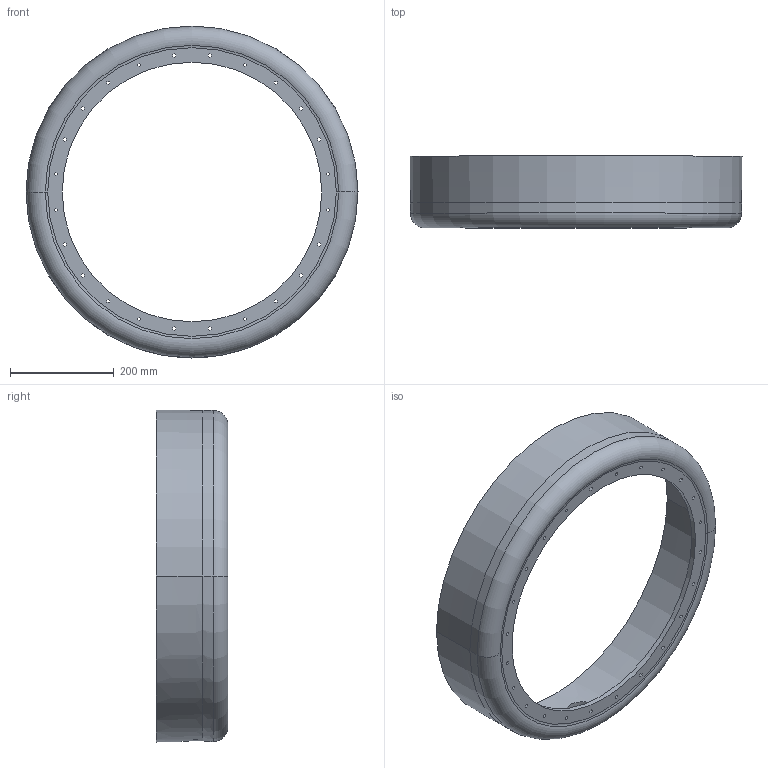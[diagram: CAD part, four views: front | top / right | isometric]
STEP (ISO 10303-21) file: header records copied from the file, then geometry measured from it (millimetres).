
FILE_DESCRIPTION (( 'STEP AP214' ), '1' );
FILE_NAME ('WELDRING20FL_252679.STEP', '2012-08-23T12:03:04', ( 'Admin2' ), ( '' ), 'SwSTEP 2.0', 'SolidWorks 2010', '' );
FILE_SCHEMA (( 'AUTOMOTIVE_DESIGN' ));
Length unit declared in the file: millimetre
Products named in the file (1): WELDRING20FL_252679
Bounding box: 639.62 x 137.98 x 639.62 mm (x, y, z)
Volume: 3322654.3 mm3; surface area: 757279.3 mm2
Topology: 1 solids, 1 shells, 73 faces, 203 edges, 132 vertices
Faces by surface type: cylinder 56, torus 14, plane 3
Entity records: 3618 total; most frequent: CARTESIAN_POINT 927, DIRECTION 470, ORIENTED_EDGE 406, AXIS2_PLACEMENT_3D 207, EDGE_CURVE 203, CIRCLE 133, VERTEX_POINT 132, EDGE_LOOP 129
